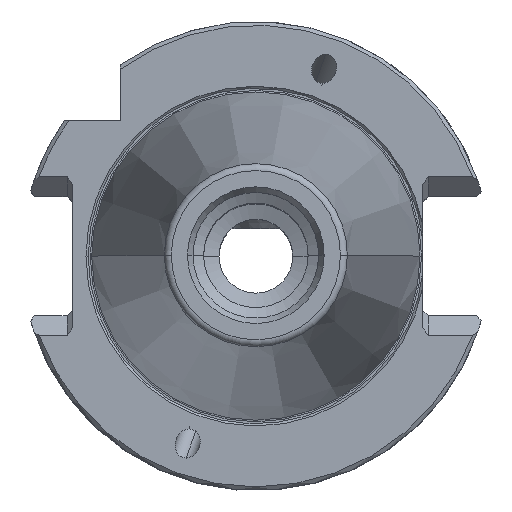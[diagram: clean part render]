
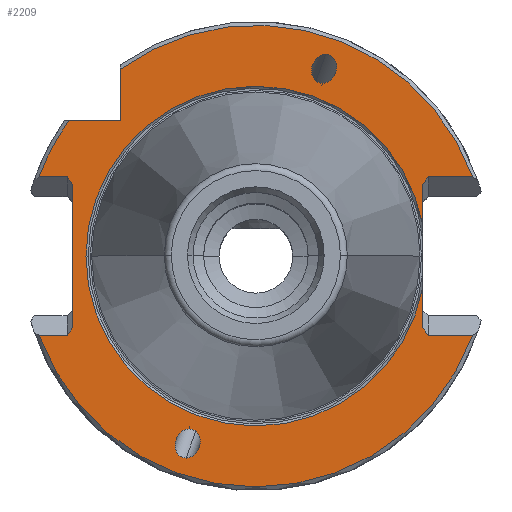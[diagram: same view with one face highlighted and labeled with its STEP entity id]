
A CAD part, top view. The second image highlights one B-rep face of the part: STEP entity #2209.
In plain terms, the highlighted planar face has unit normal (0, 0, 1).
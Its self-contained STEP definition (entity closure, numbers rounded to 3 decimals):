
#949=VERTEX_POINT('NONE',#2776);
#959=VERTEX_POINT('NONE',#2787);
#977=VERTEX_POINT('NONE',#2807);
#1015=VERTEX_POINT('NONE',#2848);
#1019=VERTEX_POINT('NONE',#2852);
#1049=EDGE_CURVE('NONE',#1263,#1015,#2887,.T.);
#1065=EDGE_CURVE('NONE',#2425,#2481,#2906,.F.);
#1097=VERTEX_POINT('NONE',#2943);
#1125=EDGE_CURVE('NONE',#2483,#1991,#2973,.F.);
#1171=VERTEX_POINT('NONE',#3030);
#1247=VERTEX_POINT('NONE',#3114);
#1263=VERTEX_POINT('NONE',#3132);
#1303=EDGE_CURVE('NONE',#2109,#2043,#3177,.F.);
#1377=EDGE_CURVE('NONE',#977,#2125,#3259,.T.);
#1383=EDGE_CURVE('NONE',#2043,#1563,#3266,.F.);
#1517=VERTEX_POINT('NONE',#3411);
#1563=VERTEX_POINT('NONE',#3463);
#1641=EDGE_CURVE('NONE',#1783,#1517,#3555,.T.);
#1707=EDGE_CURVE('NONE',#959,#1247,#3629,.F.);
#1783=VERTEX_POINT('NONE',#3712);
#1809=EDGE_CURVE('NONE',#1247,#2025,#3740,.F.);
#1877=EDGE_CURVE('NONE',#2025,#2551,#3816,.F.);
#1941=EDGE_CURVE('NONE',#2551,#2109,#3884,.T.);
#1991=VERTEX_POINT('NONE',#3937);
#2025=VERTEX_POINT('NONE',#3977);
#2039=EDGE_CURVE('NONE',#977,#2481,#3991,.F.);
#2043=VERTEX_POINT('NONE',#3995);
#2095=EDGE_CURVE('NONE',#2579,#1097,#4054,.T.);
#2109=VERTEX_POINT('NONE',#4069);
#2125=VERTEX_POINT('NONE',#4085);
#2127=EDGE_CURVE('NONE',#949,#1517,#4087,.F.);
#2189=EDGE_CURVE('NONE',#1563,#949,#4155,.T.);
#2209=ADVANCED_FACE('NONE',(#4179,#4180,#4181),#4182,.F.);
#2241=EDGE_CURVE('NONE',#1097,#2579,#4216,.F.);
#2425=VERTEX_POINT('NONE',#4415);
#2437=EDGE_CURVE('NONE',#2425,#1019,#4429,.F.);
#2481=VERTEX_POINT('NONE',#4478);
#2483=VERTEX_POINT('NONE',#4480);
#2515=EDGE_CURVE('NONE',#1171,#1783,#4516,.T.);
#2517=EDGE_CURVE('NONE',#1171,#2125,#4518,.F.);
#2551=VERTEX_POINT('NONE',#4555);
#2579=VERTEX_POINT('NONE',#4584);
#2581=EDGE_CURVE('NONE',#1015,#1263,#4586,.F.);
#2599=EDGE_CURVE('NONE',#1991,#959,#4607,.T.);
#2655=EDGE_CURVE('NONE',#2483,#1019,#4673,.T.);
#2776=CARTESIAN_POINT('',(29.343,10.75,-1.));
#2787=CARTESIAN_POINT('',(23.35,-10.75,-1.));
#2807=CARTESIAN_POINT('',(-25.55,10.75,-1.));
#2848=CARTESIAN_POINT('',(-9.017,-23.397,-1.));
#2852=CARTESIAN_POINT('',(-25.55,-10.75,-1.));
#2887=ELLIPSE('',#4981,2.014,1.65);
#2906=LINE('',#5058,#5059);
#2943=CARTESIAN_POINT('',(9.017,23.397,-1.0));
#2973=CIRCLE('',#5176,31.25);
#3030=CARTESIAN_POINT('',(-25.295,18.35,-1.));
#3114=CARTESIAN_POINT('',(22.6,-9.689,-1.));
#3132=CARTESIAN_POINT('',(-9.452,-27.347,-1.));
#3177=LINE('',#5495,#5496);
#3259=LINE('',#5628,#5629);
#3266=LINE('',#5637,#5638);
#3411=CARTESIAN_POINT('',(-18.35,25.295,-1.));
#3463=CARTESIAN_POINT('',(23.35,10.75,-1.));
#3555=LINE('',#6107,#6108);
#3629=LINE('',#6217,#6218);
#3712=CARTESIAN_POINT('',(-18.35,18.35,-1.));
#3740=LINE('',#6396,#6397);
#3816=CIRCLE('',#6500,23.0);
#3884=CIRCLE('',#6628,23.0);
#3937=CARTESIAN_POINT('',(29.343,-10.75,-1.));
#3977=CARTESIAN_POINT('',(22.6,-4.271,-1.));
#3991=LINE('',#6852,#6853);
#3995=CARTESIAN_POINT('',(22.6,9.689,-1.));
#4054=ELLIPSE('',#6979,2.014,1.65);
#4069=CARTESIAN_POINT('',(22.6,4.271,-1.));
#4085=CARTESIAN_POINT('',(-29.343,10.75,-1.));
#4087=CIRCLE('',#7026,31.25);
#4155=LINE('',#7113,#7114);
#4179=FACE_OUTER_BOUND('',#7145,.T.);
#4180=FACE_BOUND('',#7146,.T.);
#4181=FACE_BOUND('',#7147,.T.);
#4182=PLANE('',#7148);
#4216=ELLIPSE('',#7211,2.014,1.65);
#4415=CARTESIAN_POINT('',(-24.8,-9.689,-1.));
#4429=LINE('',#7660,#7661);
#4478=CARTESIAN_POINT('',(-24.8,9.689,-1.));
#4480=CARTESIAN_POINT('',(-29.343,-10.75,-1.));
#4516=LINE('',#7775,#7776);
#4518=CIRCLE('',#7779,31.25);
#4555=CARTESIAN_POINT('',(-23.0,0.,-1.));
#4584=CARTESIAN_POINT('',(9.452,27.347,-1.0));
#4586=ELLIPSE('',#7889,2.014,1.65);
#4607=LINE('',#7914,#7915);
#4673=LINE('',#8025,#8026);
#4981=AXIS2_PLACEMENT_3D('',#8336,#8337,#8338);
#5058=CARTESIAN_POINT('',(-24.8,-11.185,-1.));
#5059=VECTOR('',#8362,1.0);
#5176=AXIS2_PLACEMENT_3D('',#8455,#8456,#8457);
#5495=CARTESIAN_POINT('',(22.6,-11.185,-1.));
#5496=VECTOR('',#8699,1.0);
#5628=CARTESIAN_POINT('',(-30.6,10.75,-1.));
#5629=VECTOR('',#8775,1.0);
#5637=CARTESIAN_POINT('',(11.015,-6.694,-1.0));
#5638=VECTOR('',#8784,1.0);
#6107=CARTESIAN_POINT('',(-18.35,-2.01,-1.));
#6108=VECTOR('',#9154,1.0);
#6217=CARTESIAN_POINT('',(21.561,-8.22,-1.));
#6218=VECTOR('',#9258,1.0);
#6396=CARTESIAN_POINT('',(22.6,-11.185,-1.));
#6397=VECTOR('',#9380,1.0);
#6500=AXIS2_PLACEMENT_3D('',#9478,#9479,#9480);
#6628=AXIS2_PLACEMENT_3D('',#9551,#9552,#9553);
#6852=CARTESIAN_POINT('',(-9.77,-11.566,-1.));
#6853=VECTOR('',#9684,1.0);
#6979=AXIS2_PLACEMENT_3D('',#9770,#9771,#9772);
#7026=AXIS2_PLACEMENT_3D('',#9797,#9798,#9799);
#7113=CARTESIAN_POINT('',(62.4,10.75,-1.));
#7114=VECTOR('',#9867,1.0);
#7145=EDGE_LOOP('',(#9902,#9903,#9904,#9905,#9906,#9907,#9908,#9909,#9910,#9911,#9912,#9913,#9914,#9915,#9916,#9917,#9918,#9919));
#7146=EDGE_LOOP('',(#9920,#9921));
#7147=EDGE_LOOP('',(#9922,#9923));
#7148=AXIS2_PLACEMENT_3D('',#9924,#9925,#9926);
#7211=AXIS2_PLACEMENT_3D('',#9961,#9962,#9963);
#7660=CARTESIAN_POINT('',(-20.316,-3.348,-1.));
#7661=VECTOR('',#10166,1.0);
#7775=CARTESIAN_POINT('',(-19.175,18.35,-1.));
#7776=VECTOR('',#10252,1.0);
#7779=AXIS2_PLACEMENT_3D('',#10253,#10254,#10255);
#7889=AXIS2_PLACEMENT_3D('',#10333,#10334,#10335);
#7914=CARTESIAN_POINT('',(62.4,-10.75,-1.));
#7915=VECTOR('',#10363,1.0);
#8025=CARTESIAN_POINT('',(-30.6,-10.75,-1.));
#8026=VECTOR('',#10456,1.0);
#8336=CARTESIAN_POINT('',(-9.235,-25.372,-1.));
#8337=DIRECTION('',(0.,0.,-1.0));
#8338=DIRECTION('',(0.342,0.94,0.));
#8362=DIRECTION('',(0.,-1.0,0.));
#8455=CARTESIAN_POINT('',(0.,0.,-1.0));
#8456=DIRECTION('',(0.,0.,-1.0));
#8457=DIRECTION('',(1.0,0.,0.));
#8699=DIRECTION('',(0.,-1.0,0.));
#8775=DIRECTION('',(-1.0,0.,0.));
#8784=DIRECTION('',(-0.577,-0.816,0.));
#9154=DIRECTION('',(0.,1.0,0.));
#9258=DIRECTION('',(0.577,-0.816,0.));
#9380=DIRECTION('',(0.,-1.0,0.));
#9478=CARTESIAN_POINT('',(0.,0.,-1.0));
#9479=DIRECTION('',(0.,0.,1.0));
#9480=DIRECTION('',(-1.0,0.,0.));
#9551=CARTESIAN_POINT('',(0.,0.,-1.0));
#9552=DIRECTION('',(0.,0.,-1.0));
#9553=DIRECTION('',(-1.0,0.,0.));
#9684=DIRECTION('',(-0.577,0.816,0.));
#9770=CARTESIAN_POINT('',(9.235,25.372,-1.0));
#9771=DIRECTION('',(0.,0.,-1.0));
#9772=DIRECTION('',(-0.342,-0.94,0.));
#9797=CARTESIAN_POINT('',(0.,0.,-1.0));
#9798=DIRECTION('',(0.,0.,-1.0));
#9799=DIRECTION('',(1.0,0.,0.));
#9867=DIRECTION('',(1.0,0.,0.));
#9902=ORIENTED_EDGE('',*,*,#2189,.T.);
#9903=ORIENTED_EDGE('',*,*,#2127,.T.);
#9904=ORIENTED_EDGE('',*,*,#1641,.F.);
#9905=ORIENTED_EDGE('',*,*,#2515,.F.);
#9906=ORIENTED_EDGE('',*,*,#2517,.T.);
#9907=ORIENTED_EDGE('',*,*,#1377,.F.);
#9908=ORIENTED_EDGE('',*,*,#2039,.T.);
#9909=ORIENTED_EDGE('',*,*,#1065,.F.);
#9910=ORIENTED_EDGE('',*,*,#2437,.T.);
#9911=ORIENTED_EDGE('',*,*,#2655,.F.);
#9912=ORIENTED_EDGE('',*,*,#1125,.T.);
#9913=ORIENTED_EDGE('',*,*,#2599,.T.);
#9914=ORIENTED_EDGE('',*,*,#1707,.T.);
#9915=ORIENTED_EDGE('',*,*,#1809,.T.);
#9916=ORIENTED_EDGE('',*,*,#1877,.T.);
#9917=ORIENTED_EDGE('',*,*,#1941,.T.);
#9918=ORIENTED_EDGE('',*,*,#1303,.T.);
#9919=ORIENTED_EDGE('',*,*,#1383,.T.);
#9920=ORIENTED_EDGE('',*,*,#2241,.T.);
#9921=ORIENTED_EDGE('',*,*,#2095,.T.);
#9922=ORIENTED_EDGE('',*,*,#2581,.T.);
#9923=ORIENTED_EDGE('',*,*,#1049,.T.);
#9924=CARTESIAN_POINT('',(0.,-22.371,-1.0));
#9925=DIRECTION('',(0.,0.,-1.0));
#9926=DIRECTION('',(0.,-1.0,0.));
#9961=CARTESIAN_POINT('',(9.235,25.372,-1.0));
#9962=DIRECTION('',(0.,0.,1.0));
#9963=DIRECTION('',(-0.342,-0.94,0.));
#10166=DIRECTION('',(0.577,0.816,0.));
#10252=DIRECTION('',(1.0,0.,0.));
#10253=CARTESIAN_POINT('',(0.,0.,-1.0));
#10254=DIRECTION('',(0.,0.,-1.0));
#10255=DIRECTION('',(1.0,0.,0.));
#10333=CARTESIAN_POINT('',(-9.235,-25.372,-1.));
#10334=DIRECTION('',(0.,0.,1.0));
#10335=DIRECTION('',(0.342,0.94,0.));
#10363=DIRECTION('',(-1.0,0.,0.));
#10456=DIRECTION('',(1.0,0.,0.));
